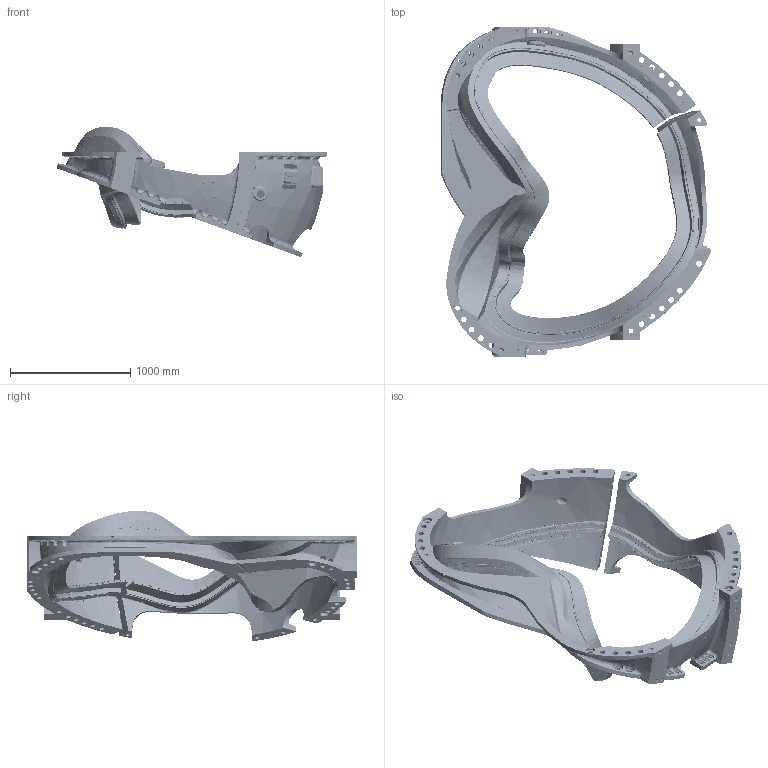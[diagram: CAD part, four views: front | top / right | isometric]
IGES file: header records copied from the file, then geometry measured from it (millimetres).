
Start section:  PTC IGES file: coil-c-final-machine-model.igs
Global section: file name: coil-c-final-machine-model.igs; native system: Pro/ENGINEER by Parametric Technology Corporation; preprocessor: 2004090; author: dond; organization: Unknown; date: 041105.135147; units: inch
Bounding box: 2252.82 x 2753.36 x 1086.73 mm (x, y, z)
Surface area: 14705573.5 mm2 (no closed solid volume)
Topology: 0 solids, 0 shells, 1813 faces, 9034 edges, 8806 vertices
Faces by surface type: revolution 1135, bspline 660, extrusion 18
